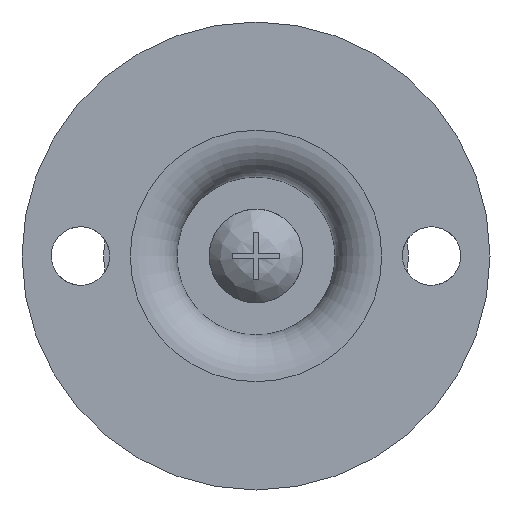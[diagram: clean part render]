
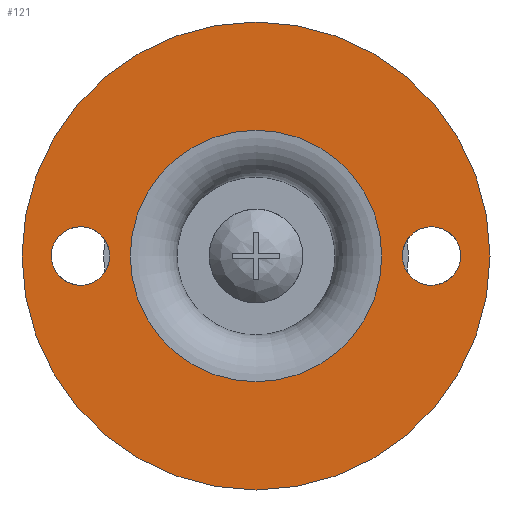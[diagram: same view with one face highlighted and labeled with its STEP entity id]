
A CAD part, front view. The second image highlights one B-rep face of the part: STEP entity #121.
In plain terms, the highlighted planar face has unit normal (0, -1, 0).
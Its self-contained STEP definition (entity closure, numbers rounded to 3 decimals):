
#121 = ADVANCED_FACE( '', ( #264, #265, #266, #267 ), #268, .F. );
#264 = FACE_BOUND( '', #435, .T. );
#265 = FACE_BOUND( '', #436, .T. );
#266 = FACE_OUTER_BOUND( '', #437, .T. );
#267 = FACE_BOUND( '', #438, .T. );
#268 = PLANE( '', #439 );
#435 = EDGE_LOOP( '', ( #751 ) );
#436 = EDGE_LOOP( '', ( #752 ) );
#437 = EDGE_LOOP( '', ( #753 ) );
#438 = EDGE_LOOP( '', ( #754 ) );
#439 = AXIS2_PLACEMENT_3D( '', #755, #756, #757 );
#751 = ORIENTED_EDGE( '', *, *, #1030, .F. );
#752 = ORIENTED_EDGE( '', *, *, #1047, .F. );
#753 = ORIENTED_EDGE( '', *, *, #1048, .T. );
#754 = ORIENTED_EDGE( '', *, *, #1005, .T. );
#755 = CARTESIAN_POINT( '', ( 20., 0., 0. ) );
#756 = DIRECTION( '', ( 0., 1., 0. ) );
#757 = DIRECTION( '', ( 0., 0., 1. ) );
#1005 = EDGE_CURVE( '', #1190, #1190, #1191, .T. );
#1030 = EDGE_CURVE( '', #1226, #1226, #1227, .T. );
#1047 = EDGE_CURVE( '', #1249, #1249, #1250, .F. );
#1048 = EDGE_CURVE( '', #1251, #1251, #1252, .T. );
#1190 = VERTEX_POINT( '', #1495 );
#1191 = CIRCLE( '', #1496, 2.5 );
#1226 = VERTEX_POINT( '', #1569 );
#1227 = CIRCLE( '', #1570, 10.75 );
#1249 = VERTEX_POINT( '', #1622 );
#1250 = CIRCLE( '', #1623, 2.5 );
#1251 = VERTEX_POINT( '', #1624 );
#1252 = CIRCLE( '', #1625, 20. );
#1495 = CARTESIAN_POINT( '', ( -12.5, 0., 0. ) );
#1496 = AXIS2_PLACEMENT_3D( '', #1766, #1767, #1768 );
#1569 = CARTESIAN_POINT( '', ( 0., 0., -10.75 ) );
#1570 = AXIS2_PLACEMENT_3D( '', #1784, #1785, #1786 );
#1622 = CARTESIAN_POINT( '', ( 15., 0., 2.5 ) );
#1623 = AXIS2_PLACEMENT_3D( '', #1794, #1795, #1796 );
#1624 = CARTESIAN_POINT( '', ( 0., 0., -20. ) );
#1625 = AXIS2_PLACEMENT_3D( '', #1797, #1798, #1799 );
#1766 = CARTESIAN_POINT( '', ( -15., 0., 0. ) );
#1767 = DIRECTION( '', ( 0., 1., 0. ) );
#1768 = DIRECTION( '', ( 1., 0., 0. ) );
#1784 = CARTESIAN_POINT( '', ( 0., 0., 0. ) );
#1785 = DIRECTION( '', ( 0., -1., 0. ) );
#1786 = DIRECTION( '', ( 0., 0., -1. ) );
#1794 = CARTESIAN_POINT( '', ( 15., 0., 0. ) );
#1795 = DIRECTION( '', ( 0., 1., 0. ) );
#1796 = DIRECTION( '', ( 0., 0., 1. ) );
#1797 = CARTESIAN_POINT( '', ( 0., 0., 0. ) );
#1798 = DIRECTION( '', ( 0., -1., 0. ) );
#1799 = DIRECTION( '', ( 0., 0., -1. ) );
